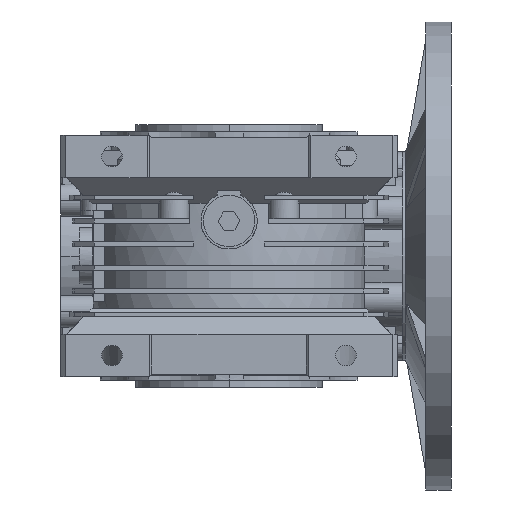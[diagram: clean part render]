
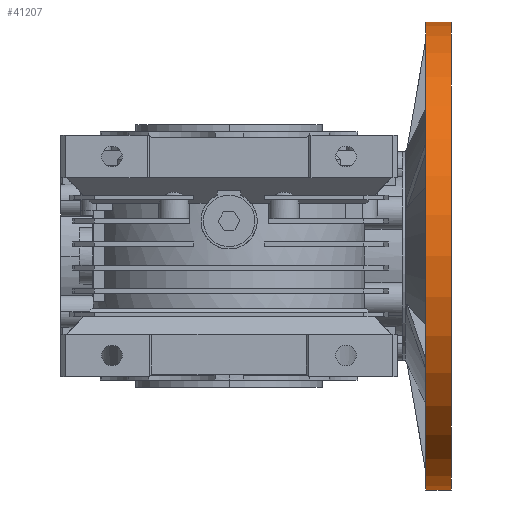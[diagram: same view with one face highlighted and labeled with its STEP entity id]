
A CAD part, front view. The second image highlights one B-rep face of the part: STEP entity #41207.
In plain terms, the highlighted cylindrical face has radius 100 mm (diameter 200 mm), a partial arc.
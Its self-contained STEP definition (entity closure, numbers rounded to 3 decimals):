
#350 = CARTESIAN_POINT ( 'NONE',  ( 95., 63., 100. ) ) ;
#2650 = CARTESIAN_POINT ( 'NONE',  ( 84., 63., 100. ) ) ;
#2859 = EDGE_CURVE ( 'NONE', #20289, #11168, #35226, .T. ) ;
#3982 = CARTESIAN_POINT ( 'NONE',  ( 95., 63., 0. ) ) ;
#5099 = CIRCLE ( 'NONE', #20425, 100. ) ;
#5656 = EDGE_LOOP ( 'NONE', ( #30730, #12340, #14068, #25380 ) ) ;
#7785 = CARTESIAN_POINT ( 'NONE',  ( 95., 63., -100. ) ) ;
#7900 = DIRECTION ( 'NONE',  ( 0., 0., 1. ) ) ;
#9006 = CARTESIAN_POINT ( 'NONE',  ( 95., 63., 100. ) ) ;
#9851 = DIRECTION ( 'NONE',  ( 0., 0., 1. ) ) ;
#10692 = DIRECTION ( 'NONE',  ( -1., 0., 0. ) ) ;
#11168 = VERTEX_POINT ( 'NONE', #2650 ) ;
#11592 = CARTESIAN_POINT ( 'NONE',  ( 95., 63., 0. ) ) ;
#12340 = ORIENTED_EDGE ( 'NONE', *, *, #28525, .T. ) ;
#13149 = CIRCLE ( 'NONE', #17213, 100. ) ;
#14068 = ORIENTED_EDGE ( 'NONE', *, *, #2859, .T. ) ;
#14325 = VECTOR ( 'NONE', #39174, 1000. ) ;
#14680 = LINE ( 'NONE', #7785, #31377 ) ;
#17076 = CARTESIAN_POINT ( 'NONE',  ( 84., 63., -100. ) ) ;
#17213 = AXIS2_PLACEMENT_3D ( 'NONE', #41178, #28866, #9851 ) ;
#19327 = AXIS2_PLACEMENT_3D ( 'NONE', #3982, #35112, #7900 ) ;
#20289 = VERTEX_POINT ( 'NONE', #9006 ) ;
#20425 = AXIS2_PLACEMENT_3D ( 'NONE', #11592, #33132, #26855 ) ;
#22144 = FACE_OUTER_BOUND ( 'NONE', #5656, .T. ) ;
#25380 = ORIENTED_EDGE ( 'NONE', *, *, #39147, .T. ) ;
#26469 = VERTEX_POINT ( 'NONE', #26651 ) ;
#26651 = CARTESIAN_POINT ( 'NONE',  ( 95., 63., -100. ) ) ;
#26855 = DIRECTION ( 'NONE',  ( 0., 0., 1. ) ) ;
#28525 = EDGE_CURVE ( 'NONE', #26469, #20289, #5099, .T. ) ;
#28866 = DIRECTION ( 'NONE',  ( 1., 0., 0. ) ) ;
#30730 = ORIENTED_EDGE ( 'NONE', *, *, #40894, .F. ) ;
#31377 = VECTOR ( 'NONE', #10692, 1000. ) ;
#31793 = CYLINDRICAL_SURFACE ( 'NONE', #19327, 100. ) ;
#33132 = DIRECTION ( 'NONE',  ( -1., 0., 0. ) ) ;
#35112 = DIRECTION ( 'NONE',  ( -1., 0., 0. ) ) ;
#35226 = LINE ( 'NONE', #350, #14325 ) ;
#39147 = EDGE_CURVE ( 'NONE', #11168, #40099, #13149, .T. ) ;
#39174 = DIRECTION ( 'NONE',  ( -1., 0., 0. ) ) ;
#40099 = VERTEX_POINT ( 'NONE', #17076 ) ;
#40894 = EDGE_CURVE ( 'NONE', #26469, #40099, #14680, .T. ) ;
#41178 = CARTESIAN_POINT ( 'NONE',  ( 84., 63., 0. ) ) ;
#41207 = ADVANCED_FACE ( 'NONE', ( #22144 ), #31793, .T. ) ;
